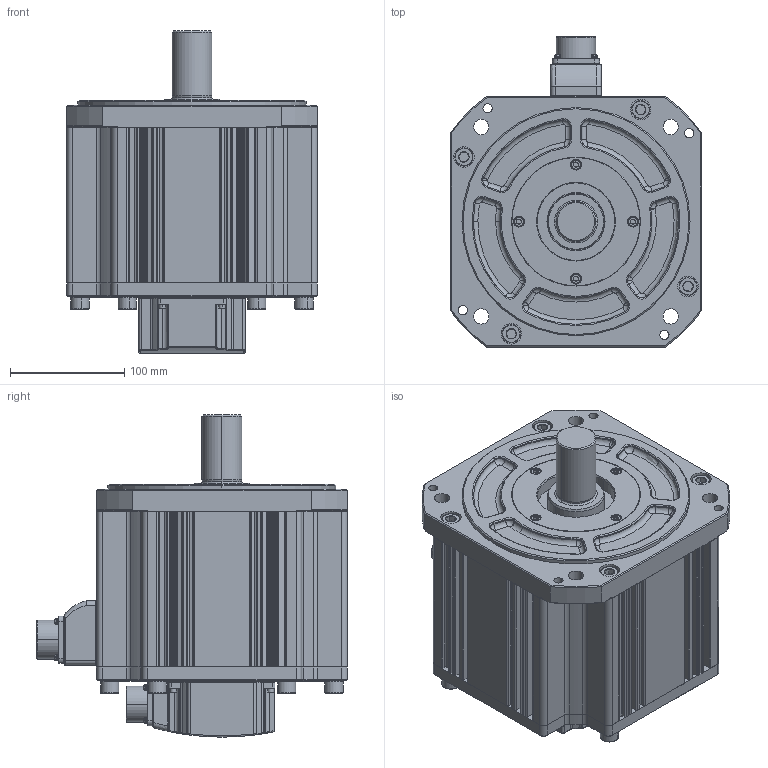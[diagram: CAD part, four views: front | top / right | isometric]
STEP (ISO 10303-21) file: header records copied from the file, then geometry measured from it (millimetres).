
FILE_DESCRIPTION (( 'STEP AP214' ), '1' );
FILE_NAME ('FM22GA002-1G03_Out Line(APM-FG55D_N,FG44G_N,FG30M_N).STEP', '2019-07-10T08:31:44', ( '' ), ( '' ), 'SwSTEP 2.0', 'SolidWorks 2011', '' );
FILE_SCHEMA (( 'AUTOMOTIVE_DESIGN' ));
Length unit declared in the file: millimetre
Products named in the file (1): FM22GA002-1G03_Out Line(APM-FG55D_N,FG44G_N,FG30M_N)
Bounding box: 220 x 272.5 x 282.5 mm (x, y, z)
Volume: 7583177.9 mm3; surface area: 626165.2 mm2
Topology: 56 solids, 56 shells, 2105 faces, 5248 edges, 3323 vertices
Faces by surface type: cylinder 832, plane 709, cone 272, torus 147, bspline 145
Entity records: 94900 total; most frequent: CARTESIAN_POINT 20582, DIRECTION 10874, ORIENTED_EDGE 10356, EDGE_CURVE 5178, AXIS2_PLACEMENT_3D 4207, VERTEX_POINT 3323, LINE 2460, VECTOR 2460
